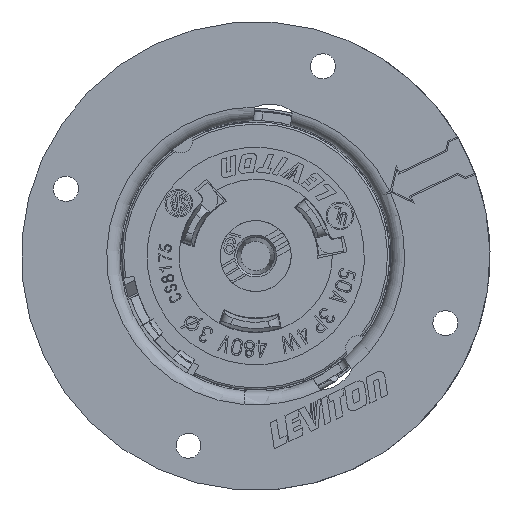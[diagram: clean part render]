
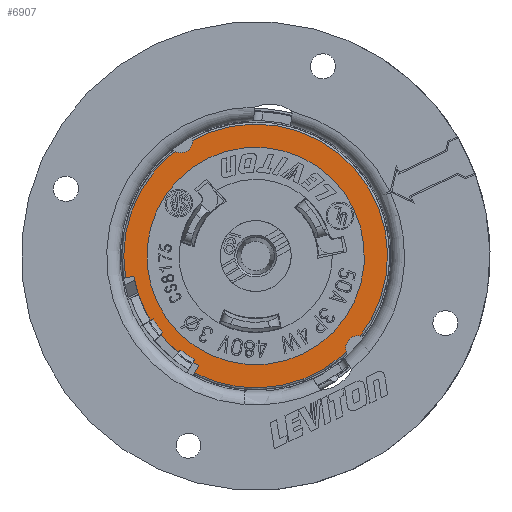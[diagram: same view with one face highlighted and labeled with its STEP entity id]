
A CAD part, left-side view. The second image highlights one B-rep face of the part: STEP entity #6907.
In plain terms, the highlighted planar face has unit normal (-1, 0, 0).
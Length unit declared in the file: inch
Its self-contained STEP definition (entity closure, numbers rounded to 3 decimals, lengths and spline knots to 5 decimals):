
#713 = AXIS2_PLACEMENT_3D ( 'NONE', #58675, #17995, #27207 ) ;
#780 = DIRECTION ( 'NONE',  ( 0., -0.462, 0.887 ) ) ;
#1665 = FACE_OUTER_BOUND ( 'NONE', #3152, .T. ) ;
#2504 = CARTESIAN_POINT ( 'NONE',  ( 0., 0., -0.00326 ) ) ;
#2901 = CIRCLE ( 'NONE', #36177, 0.985 ) ;
#3152 = EDGE_LOOP ( 'NONE', ( #55599, #10490, #39381, #4859, #7742, #8156, #4544 ) ) ;
#4336 = DIRECTION ( 'NONE',  ( -1., 0., 0. ) ) ;
#4544 = ORIENTED_EDGE ( 'NONE', *, *, #14344, .T. ) ;
#4859 = ORIENTED_EDGE ( 'NONE', *, *, #55702, .T. ) ;
#5109 = VERTEX_POINT ( 'NONE', #27587 ) ;
#5452 = CARTESIAN_POINT ( 'NONE',  ( 0., 0., -0.00326 ) ) ;
#6342 = CIRCLE ( 'NONE', #713, 0.922 ) ;
#6854 = VERTEX_POINT ( 'NONE', #38214 ) ;
#6907 = ADVANCED_FACE ( 'NONE', ( #41807, #1665 ), #10584, .T. ) ;
#7742 = ORIENTED_EDGE ( 'NONE', *, *, #32502, .F. ) ;
#8156 = ORIENTED_EDGE ( 'NONE', *, *, #18145, .T. ) ;
#10415 = DIRECTION ( 'NONE',  ( 0., -0.566, 0.824 ) ) ;
#10490 = ORIENTED_EDGE ( 'NONE', *, *, #55305, .F. ) ;
#10584 = PLANE ( 'NONE',  #38201 ) ;
#10716 = DIRECTION ( 'NONE',  ( 1., 0., 0. ) ) ;
#10758 = VERTEX_POINT ( 'NONE', #31210 ) ;
#10836 = CARTESIAN_POINT ( 'NONE',  ( 0., -0.00025, -0.00392 ) ) ;
#14309 = VERTEX_POINT ( 'NONE', #48667 ) ;
#14344 = EDGE_CURVE ( 'NONE', #25061, #18631, #29035, .T. ) ;
#16669 = DIRECTION ( 'NONE',  ( 0., 0.986, -0.165 ) ) ;
#17920 = VECTOR ( 'NONE', #780, 39.37008 ) ;
#17995 = DIRECTION ( 'NONE',  ( -1., 0., 0. ) ) ;
#18145 = EDGE_CURVE ( 'NONE', #14309, #25061, #2901, .T. ) ;
#18616 = DIRECTION ( 'NONE',  ( 0., -0.358, -0.934 ) ) ;
#18631 = VERTEX_POINT ( 'NONE', #22073 ) ;
#19546 = AXIS2_PLACEMENT_3D ( 'NONE', #53165, #35953, #40389 ) ;
#20263 = CARTESIAN_POINT ( 'NONE',  ( 0., 0., -0.00326 ) ) ;
#20359 = CIRCLE ( 'NONE', #31783, 0.812 ) ;
#21116 = LINE ( 'NONE', #26470, #33102 ) ;
#21621 = EDGE_CURVE ( 'NONE', #18631, #6854, #38766, .T. ) ;
#22073 = CARTESIAN_POINT ( 'NONE',  ( 0., 0.35299, 0.91632 ) ) ;
#23362 = ORIENTED_EDGE ( 'NONE', *, *, #57663, .T. ) ;
#24304 = CIRCLE ( 'NONE', #58510, 0.812 ) ;
#24979 = VERTEX_POINT ( 'NONE', #53611 ) ;
#25061 = VERTEX_POINT ( 'NONE', #53297 ) ;
#25140 = VERTEX_POINT ( 'NONE', #54498 ) ;
#26470 = CARTESIAN_POINT ( 'NONE',  ( 0., 0., -0.00326 ) ) ;
#27207 = DIRECTION ( 'NONE',  ( 0., 0.566, -0.824 ) ) ;
#27587 = CARTESIAN_POINT ( 'NONE',  ( 0., -0.45992, 0.66593 ) ) ;
#28426 = AXIS2_PLACEMENT_3D ( 'NONE', #35469, #53579, #58605 ) ;
#29035 = CIRCLE ( 'NONE', #19546, 0.985 ) ;
#29461 = AXIS2_PLACEMENT_3D ( 'NONE', #5452, #4336, #18616 ) ;
#31210 = CARTESIAN_POINT ( 'NONE',  ( 0., 0.52223, -0.7631 ) ) ;
#31783 = AXIS2_PLACEMENT_3D ( 'NONE', #50967, #42373, #55186 ) ;
#32502 = EDGE_CURVE ( 'NONE', #14309, #24979, #51532, .T. ) ;
#33102 = VECTOR ( 'NONE', #16669, 39.37008 ) ;
#33498 = DIRECTION ( 'NONE',  ( -1., 0., 0. ) ) ;
#33791 = CARTESIAN_POINT ( 'NONE',  ( 0., 0.70917, -0.39046 ) ) ;
#35469 = CARTESIAN_POINT ( 'NONE',  ( 0., 0., -0.00326 ) ) ;
#35597 = EDGE_LOOP ( 'NONE', ( #23362, #56879 ) ) ;
#35953 = DIRECTION ( 'NONE',  ( -1., 0., 0. ) ) ;
#36177 = AXIS2_PLACEMENT_3D ( 'NONE', #2504, #43497, #57490 ) ;
#38201 = AXIS2_PLACEMENT_3D ( 'NONE', #33791, #33498, #51583 ) ;
#38214 = CARTESIAN_POINT ( 'NONE',  ( 0., 0.97149, -0.16583 ) ) ;
#38766 = CIRCLE ( 'NONE', #29461, 0.985 ) ;
#38786 = EDGE_CURVE ( 'NONE', #25140, #10758, #6342, .T. ) ;
#39381 = ORIENTED_EDGE ( 'NONE', *, *, #38786, .T. ) ;
#40389 = DIRECTION ( 'NONE',  ( 0., -0.358, -0.934 ) ) ;
#41807 = FACE_BOUND ( 'NONE', #35597, .T. ) ;
#42373 = DIRECTION ( 'NONE',  ( 1., 0., 0. ) ) ;
#42407 = EDGE_CURVE ( 'NONE', #46383, #5109, #24304, .T. ) ;
#43497 = DIRECTION ( 'NONE',  ( -1., 0., 0. ) ) ;
#46383 = VERTEX_POINT ( 'NONE', #53483 ) ;
#48667 = CARTESIAN_POINT ( 'NONE',  ( 0., 0.45435, -0.87721 ) ) ;
#50967 = CARTESIAN_POINT ( 'NONE',  ( 0., 0., -0.00326 ) ) ;
#51532 = LINE ( 'NONE', #10836, #17920 ) ;
#51583 = DIRECTION ( 'NONE',  ( 0., -0.358, -0.934 ) ) ;
#53165 = CARTESIAN_POINT ( 'NONE',  ( 0., 0., -0.00326 ) ) ;
#53297 = CARTESIAN_POINT ( 'NONE',  ( 0., -0.35299, -0.92283 ) ) ;
#53483 = CARTESIAN_POINT ( 'NONE',  ( 0., 0.45992, -0.67245 ) ) ;
#53579 = DIRECTION ( 'NONE',  ( -1., 0., 0. ) ) ;
#53611 = CARTESIAN_POINT ( 'NONE',  ( 0., 0.42526, -0.82133 ) ) ;
#54498 = CARTESIAN_POINT ( 'NONE',  ( 0., 0.90936, -0.15543 ) ) ;
#55186 = DIRECTION ( 'NONE',  ( 0., -0.566, 0.824 ) ) ;
#55305 = EDGE_CURVE ( 'NONE', #25140, #6854, #21116, .T. ) ;
#55599 = ORIENTED_EDGE ( 'NONE', *, *, #21621, .T. ) ;
#55702 = EDGE_CURVE ( 'NONE', #10758, #24979, #56871, .T. ) ;
#56871 = CIRCLE ( 'NONE', #28426, 0.922 ) ;
#56879 = ORIENTED_EDGE ( 'NONE', *, *, #42407, .T. ) ;
#57490 = DIRECTION ( 'NONE',  ( 0., -0.358, -0.934 ) ) ;
#57663 = EDGE_CURVE ( 'NONE', #5109, #46383, #20359, .T. ) ;
#58510 = AXIS2_PLACEMENT_3D ( 'NONE', #20263, #10716, #10415 ) ;
#58605 = DIRECTION ( 'NONE',  ( 0., 0.566, -0.824 ) ) ;
#58675 = CARTESIAN_POINT ( 'NONE',  ( 0., 0., -0.00326 ) ) ;
